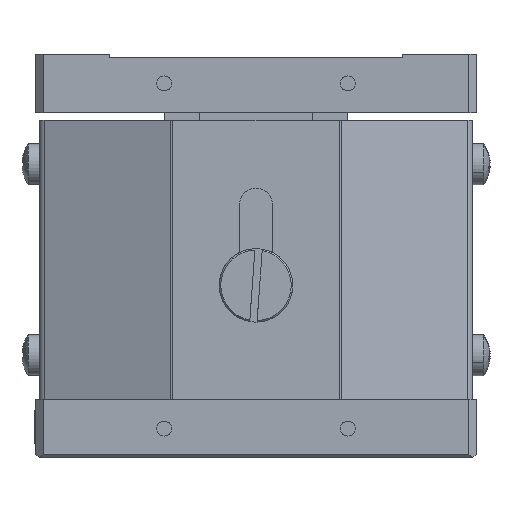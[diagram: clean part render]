
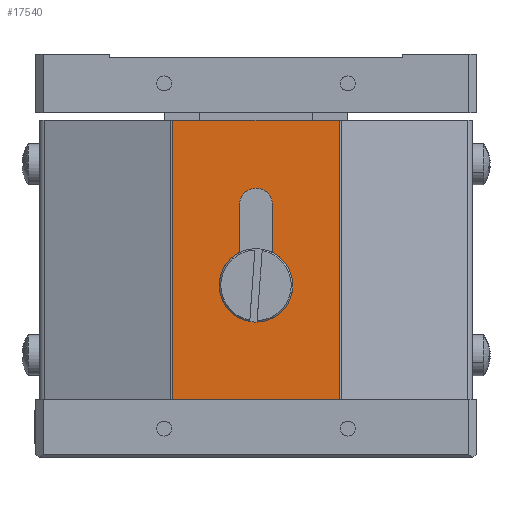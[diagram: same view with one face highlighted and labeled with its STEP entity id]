
A CAD part, front view. The second image highlights one B-rep face of the part: STEP entity #17540.
In plain terms, the highlighted planar face has unit normal (0, -1, 0).
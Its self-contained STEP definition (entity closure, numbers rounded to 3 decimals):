
#715 = AXIS2_PLACEMENT_3D ( 'NONE', #18752, #6822, #15432 ) ;
#1268 = VECTOR ( 'NONE', #10298, 1000. ) ;
#1639 = CARTESIAN_POINT ( 'NONE',  ( 2.25, -12.515, -5. ) ) ;
#1726 = VERTEX_POINT ( 'NONE', #1639 ) ;
#1964 = ORIENTED_EDGE ( 'NONE', *, *, #18475, .T. ) ;
#2064 = ORIENTED_EDGE ( 'NONE', *, *, #2527, .F. ) ;
#2096 = CARTESIAN_POINT ( 'NONE',  ( -11.5, -12.515, -19.5 ) ) ;
#2383 = LINE ( 'NONE', #17297, #3988 ) ;
#2527 = EDGE_CURVE ( 'NONE', #11616, #11529, #10817, .T. ) ;
#2695 = CARTESIAN_POINT ( 'NONE',  ( 2.25, -12.515, 7. ) ) ;
#2912 = CIRCLE ( 'NONE', #21197, 2.25 ) ;
#3988 = VECTOR ( 'NONE', #10496, 1000. ) ;
#4482 = CARTESIAN_POINT ( 'NONE',  ( 0., -12.515, -5. ) ) ;
#4627 = DIRECTION ( 'NONE',  ( 0., -1., 0. ) ) ;
#5358 = AXIS2_PLACEMENT_3D ( 'NONE', #17324, #12818, #15937 ) ;
#5690 = VECTOR ( 'NONE', #20670, 1000. ) ;
#6270 = ORIENTED_EDGE ( 'NONE', *, *, #15216, .T. ) ;
#6822 = DIRECTION ( 'NONE',  ( 0., -1., 0. ) ) ;
#7747 = VERTEX_POINT ( 'NONE', #13510 ) ;
#7896 = CARTESIAN_POINT ( 'NONE',  ( -2.25, -12.515, 7. ) ) ;
#7949 = CARTESIAN_POINT ( 'NONE',  ( -2.25, -12.515, 7. ) ) ;
#8651 = EDGE_LOOP ( 'NONE', ( #10282, #20906, #1964, #6270 ) ) ;
#8769 = FACE_BOUND ( 'NONE', #20470, .T. ) ;
#8965 = ORIENTED_EDGE ( 'NONE', *, *, #12368, .F. ) ;
#9027 = VERTEX_POINT ( 'NONE', #10649 ) ;
#9450 = DIRECTION ( 'NONE',  ( 1., 0., 0. ) ) ;
#9550 = VERTEX_POINT ( 'NONE', #16835 ) ;
#9612 = ORIENTED_EDGE ( 'NONE', *, *, #12311, .F. ) ;
#9792 = LINE ( 'NONE', #17967, #13507 ) ;
#10282 = ORIENTED_EDGE ( 'NONE', *, *, #19890, .F. ) ;
#10298 = DIRECTION ( 'NONE',  ( 1., 0., 0. ) ) ;
#10496 = DIRECTION ( 'NONE',  ( 0., 0., -1. ) ) ;
#10546 = CIRCLE ( 'NONE', #715, 2.25 ) ;
#10649 = CARTESIAN_POINT ( 'NONE',  ( -11.312, -12.515, -19.5 ) ) ;
#10817 = LINE ( 'NONE', #7896, #14757 ) ;
#11529 = VERTEX_POINT ( 'NONE', #13117 ) ;
#11616 = VERTEX_POINT ( 'NONE', #7949 ) ;
#12311 = EDGE_CURVE ( 'NONE', #1726, #18727, #9792, .T. ) ;
#12368 = EDGE_CURVE ( 'NONE', #11529, #1726, #2912, .T. ) ;
#12818 = DIRECTION ( 'NONE',  ( 0., -1., 0. ) ) ;
#12918 = DIRECTION ( 'NONE',  ( 0., 0., 1. ) ) ;
#13117 = CARTESIAN_POINT ( 'NONE',  ( -2.25, -12.515, -5. ) ) ;
#13223 = EDGE_CURVE ( 'NONE', #18727, #11616, #10546, .T. ) ;
#13250 = VECTOR ( 'NONE', #18992, 1000. ) ;
#13507 = VECTOR ( 'NONE', #12918, 1000. ) ;
#13510 = CARTESIAN_POINT ( 'NONE',  ( -11.312, -12.515, 18.5 ) ) ;
#13756 = CARTESIAN_POINT ( 'NONE',  ( -11.5, -12.515, 18.5 ) ) ;
#14183 = PLANE ( 'NONE',  #5358 ) ;
#14418 = VERTEX_POINT ( 'NONE', #17488 ) ;
#14657 = LINE ( 'NONE', #17258, #5690 ) ;
#14757 = VECTOR ( 'NONE', #19737, 1000. ) ;
#15216 = EDGE_CURVE ( 'NONE', #9550, #14418, #14657, .T. ) ;
#15432 = DIRECTION ( 'NONE',  ( 1., 0., 0. ) ) ;
#15937 = DIRECTION ( 'NONE',  ( 1., 0., 0. ) ) ;
#16544 = LINE ( 'NONE', #13756, #1268 ) ;
#16835 = CARTESIAN_POINT ( 'NONE',  ( 11.312, -12.515, -19.5 ) ) ;
#17258 = CARTESIAN_POINT ( 'NONE',  ( 11.312, -12.515, -19.5 ) ) ;
#17297 = CARTESIAN_POINT ( 'NONE',  ( -11.312, -12.515, -19.5 ) ) ;
#17324 = CARTESIAN_POINT ( 'NONE',  ( -11.5, -12.515, -19.5 ) ) ;
#17488 = CARTESIAN_POINT ( 'NONE',  ( 11.312, -12.515, 18.5 ) ) ;
#17540 = ADVANCED_FACE ( 'NONE', ( #8769, #21163 ), #14183, .T. ) ;
#17960 = EDGE_CURVE ( 'NONE', #7747, #9027, #2383, .T. ) ;
#17967 = CARTESIAN_POINT ( 'NONE',  ( 2.25, -12.515, -5. ) ) ;
#18462 = LINE ( 'NONE', #2096, #13250 ) ;
#18475 = EDGE_CURVE ( 'NONE', #9027, #9550, #18462, .T. ) ;
#18727 = VERTEX_POINT ( 'NONE', #2695 ) ;
#18752 = CARTESIAN_POINT ( 'NONE',  ( 0., -12.515, 7. ) ) ;
#18992 = DIRECTION ( 'NONE',  ( 1., 0., 0. ) ) ;
#19205 = ORIENTED_EDGE ( 'NONE', *, *, #13223, .F. ) ;
#19737 = DIRECTION ( 'NONE',  ( 0., 0., -1. ) ) ;
#19890 = EDGE_CURVE ( 'NONE', #7747, #14418, #16544, .T. ) ;
#20470 = EDGE_LOOP ( 'NONE', ( #19205, #9612, #8965, #2064 ) ) ;
#20670 = DIRECTION ( 'NONE',  ( 0., 0., 1. ) ) ;
#20906 = ORIENTED_EDGE ( 'NONE', *, *, #17960, .T. ) ;
#21163 = FACE_OUTER_BOUND ( 'NONE', #8651, .T. ) ;
#21197 = AXIS2_PLACEMENT_3D ( 'NONE', #4482, #4627, #9450 ) ;
